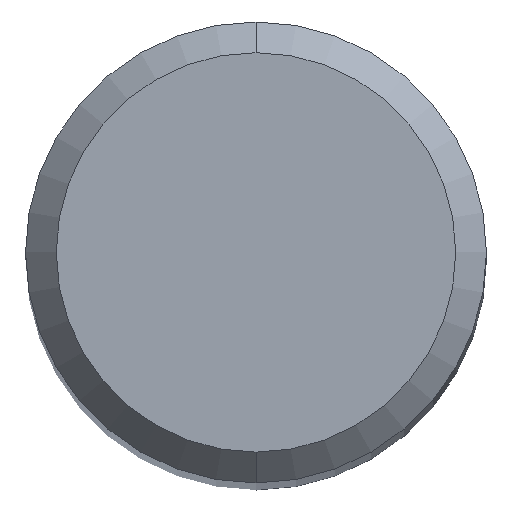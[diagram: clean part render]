
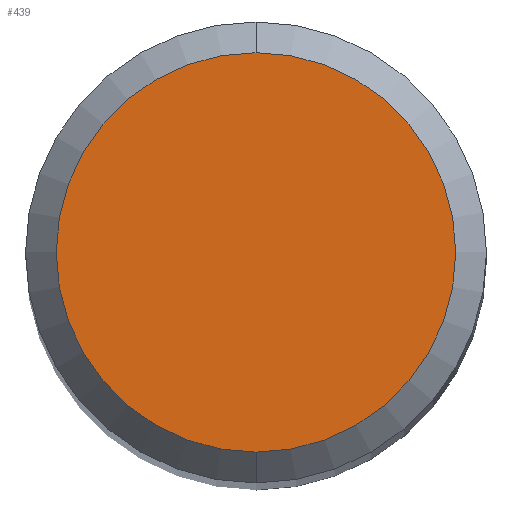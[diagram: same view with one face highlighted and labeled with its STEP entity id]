
A CAD part, top view. The second image highlights one B-rep face of the part: STEP entity #439.
In plain terms, the highlighted planar face has unit normal (0, 0, 1).
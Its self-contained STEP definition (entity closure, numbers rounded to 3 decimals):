
#341=EDGE_CURVE('',#451,#419,#700,.T.);
#419=VERTEX_POINT('',#787);
#439=ADVANCED_FACE('',(#810),#811,.T.);
#445=EDGE_CURVE('',#419,#451,#817,.T.);
#451=VERTEX_POINT('',#823);
#700=CIRCLE('',#1245,2.6);
#787=CARTESIAN_POINT('',(0.,-2.6,0.));
#810=FACE_OUTER_BOUND('',#1447,.T.);
#811=PLANE('',#1448);
#817=CIRCLE('',#1458,2.6);
#823=CARTESIAN_POINT('',(0.0,2.6,0.));
#1245=AXIS2_PLACEMENT_3D('',#1766,#1767,#1768);
#1447=EDGE_LOOP('',(#1903,#1904));
#1448=AXIS2_PLACEMENT_3D('',#1905,#1906,#1907);
#1458=AXIS2_PLACEMENT_3D('',#1912,#1913,#1914);
#1766=CARTESIAN_POINT('',(0.0,0.0,0.));
#1767=DIRECTION('',(0.0,0.0,-1.0));
#1768=DIRECTION('',(0.0,1.0,0.0));
#1903=ORIENTED_EDGE('',*,*,#341,.F.);
#1904=ORIENTED_EDGE('',*,*,#445,.F.);
#1905=CARTESIAN_POINT('',(0.0,1.3,0.));
#1906=DIRECTION('',(-0.0,0.0,1.0));
#1907=DIRECTION('',(0.0,-1.0,0.0));
#1912=CARTESIAN_POINT('',(0.0,0.0,0.));
#1913=DIRECTION('',(0.0,0.0,-1.0));
#1914=DIRECTION('',(0.0,1.0,0.0));
